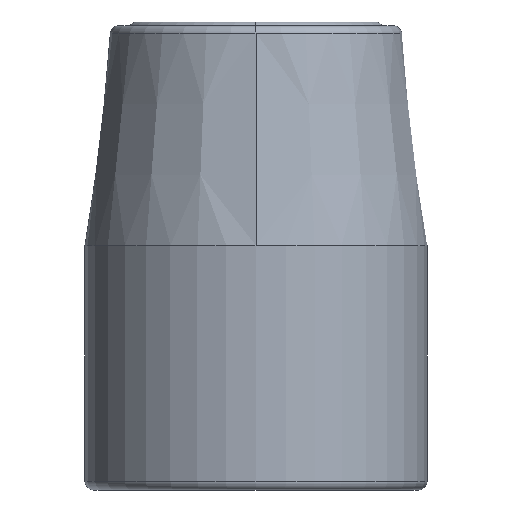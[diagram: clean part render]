
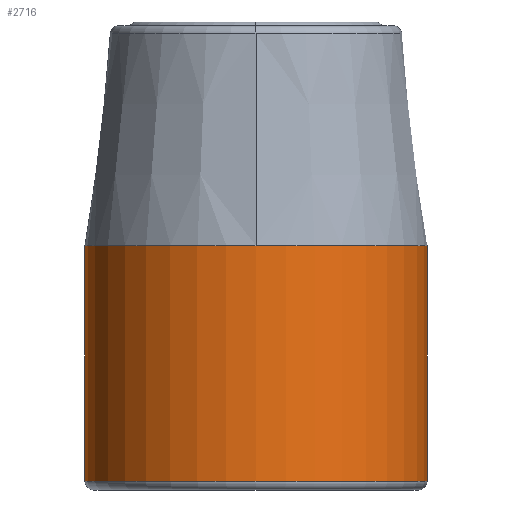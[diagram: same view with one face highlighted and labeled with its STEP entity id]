
A CAD part, front view. The second image highlights one B-rep face of the part: STEP entity #2716.
In plain terms, the highlighted cylindrical face has radius 14 mm (diameter 28 mm), a partial arc.
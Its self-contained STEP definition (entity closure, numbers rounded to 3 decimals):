
#2317=DIRECTION('',(0.,0.,1.));
#2318=VECTOR('',#2317,19.3);
#2319=CARTESIAN_POINT('',(-14.,0.,0.4));
#2320=LINE('',#2319,#2318);
#2340=CARTESIAN_POINT('',(0.,0.,19.7));
#2341=DIRECTION('',(0.,0.,1.));
#2342=DIRECTION('',(1.,0.,0.));
#2343=AXIS2_PLACEMENT_3D('',#2340,#2341,#2342);
#2348=CARTESIAN_POINT('',(0.,0.,19.7));
#2349=DIRECTION('',(0.,0.,1.));
#2350=DIRECTION('',(0.,1.,0.));
#2351=AXIS2_PLACEMENT_3D('',#2348,#2349,#2350);
#2356=CARTESIAN_POINT('',(0.,0.,0.4));
#2357=DIRECTION('',(0.,0.,-1.));
#2358=DIRECTION('',(-1.,0.,0.));
#2359=AXIS2_PLACEMENT_3D('',#2356,#2357,#2358);
#2364=DIRECTION('',(0.,0.,1.));
#2365=VECTOR('',#2364,19.3);
#2366=CARTESIAN_POINT('',(14.,0.,0.4));
#2367=LINE('',#2366,#2365);
#2505=CARTESIAN_POINT('',(-14.,0.,0.4));
#2506=CARTESIAN_POINT('',(14.,0.,0.4));
#2507=VERTEX_POINT('',#2505);
#2508=VERTEX_POINT('',#2506);
#2513=CARTESIAN_POINT('',(14.,0.,19.7));
#2514=CARTESIAN_POINT('',(0.,14.,19.7));
#2515=VERTEX_POINT('',#2513);
#2516=VERTEX_POINT('',#2514);
#2517=CARTESIAN_POINT('',(-14.,0.,19.7));
#2518=VERTEX_POINT('',#2517);
#2701=CARTESIAN_POINT('',(0.,0.,-0.3));
#2702=DIRECTION('',(0.,0.,1.));
#2703=DIRECTION('',(1.,0.,0.));
#2704=AXIS2_PLACEMENT_3D('',#2701,#2702,#2703);
#2705=CYLINDRICAL_SURFACE('',#2704,14.);
#2707=ORIENTED_EDGE('',*,*,#2706,.T.);
#2709=ORIENTED_EDGE('',*,*,#2708,.T.);
#2710=ORIENTED_EDGE('',*,*,#2688,.F.);
#2712=ORIENTED_EDGE('',*,*,#2711,.T.);
#2713=ORIENTED_EDGE('',*,*,#2684,.T.);
#2714=EDGE_LOOP('',(#2707,#2709,#2710,#2712,#2713));
#2715=FACE_OUTER_BOUND('',#2714,.F.);
#2716=ADVANCED_FACE('',(#2715),#2705,.T.);
#2344=CIRCLE('',#2343,14.);
#2352=CIRCLE('',#2351,14.);
#2360=CIRCLE('',#2359,14.);
#2684=EDGE_CURVE('',#2508,#2515,#2367,.T.);
#2688=EDGE_CURVE('',#2507,#2518,#2320,.T.);
#2706=EDGE_CURVE('',#2515,#2516,#2344,.T.);
#2708=EDGE_CURVE('',#2516,#2518,#2352,.T.);
#2711=EDGE_CURVE('',#2507,#2508,#2360,.T.);
